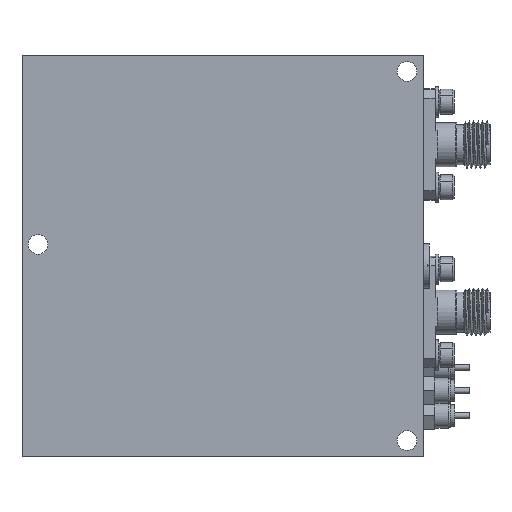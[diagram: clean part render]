
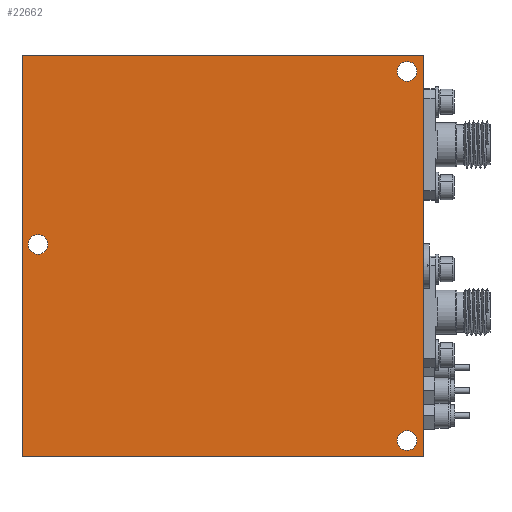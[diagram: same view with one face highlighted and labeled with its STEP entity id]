
A CAD part, front view. The second image highlights one B-rep face of the part: STEP entity #22662.
In plain terms, the highlighted planar face has unit normal (0, -1, 0).
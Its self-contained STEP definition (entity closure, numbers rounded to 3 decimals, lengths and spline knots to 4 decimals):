
#481 = CARTESIAN_POINT ( 'NONE',  ( -1.9634, 0.0135, 0.1211 ) ) ;
#1335 = CARTESIAN_POINT ( 'NONE',  ( 0.1966, 0.0135, 1.1811 ) ) ;
#2113 = CIRCLE ( 'NONE', #2294, 0.055 ) ;
#2294 = AXIS2_PLACEMENT_3D ( 'NONE', #481, #47561, #20434 ) ;
#2636 = EDGE_CURVE ( 'NONE', #3821, #5727, #18716, .T. ) ;
#2943 = DIRECTION ( 'NONE',  ( 0., 1., 0. ) ) ;
#3821 = VERTEX_POINT ( 'NONE', #32654 ) ;
#4091 = EDGE_CURVE ( 'NONE', #16382, #14537, #50126, .T. ) ;
#5308 = EDGE_CURVE ( 'NONE', #14537, #12131, #31735, .T. ) ;
#5658 = ORIENTED_EDGE ( 'NONE', *, *, #47159, .F. ) ;
#5727 = VERTEX_POINT ( 'NONE', #41265 ) ;
#5745 = CARTESIAN_POINT ( 'NONE',  ( -2.0534, 0.0135, -1.0689 ) ) ;
#7032 = VERTEX_POINT ( 'NONE', #43743 ) ;
#7432 = AXIS2_PLACEMENT_3D ( 'NONE', #26448, #2943, #18604 ) ;
#7753 = DIRECTION ( 'NONE',  ( 0., 1., 0. ) ) ;
#9319 = EDGE_LOOP ( 'NONE', ( #47214, #41984 ) ) ;
#9475 = AXIS2_PLACEMENT_3D ( 'NONE', #31089, #7753, #46991 ) ;
#9688 = ORIENTED_EDGE ( 'NONE', *, *, #23458, .T. ) ;
#10335 = ORIENTED_EDGE ( 'NONE', *, *, #35975, .T. ) ;
#11751 = VECTOR ( 'NONE', #12233, 39.3701 ) ;
#11925 = CARTESIAN_POINT ( 'NONE',  ( -2.0534, 0.0135, 1.1811 ) ) ;
#12131 = VERTEX_POINT ( 'NONE', #11925 ) ;
#12233 = DIRECTION ( 'NONE',  ( 1., 0., 0. ) ) ;
#12246 = VERTEX_POINT ( 'NONE', #1335 ) ;
#12640 = CARTESIAN_POINT ( 'NONE',  ( 0.1066, 0.0135, 1.0911 ) ) ;
#13175 = PLANE ( 'NONE',  #49025 ) ;
#13367 = DIRECTION ( 'NONE',  ( 0., 0., 1. ) ) ;
#13466 = ORIENTED_EDGE ( 'NONE', *, *, #5308, .F. ) ;
#13998 = EDGE_CURVE ( 'NONE', #12131, #12246, #35501, .T. ) ;
#14290 = CARTESIAN_POINT ( 'NONE',  ( -2.0534, 0.0135, -1.0689 ) ) ;
#14537 = VERTEX_POINT ( 'NONE', #14290 ) ;
#14640 = CARTESIAN_POINT ( 'NONE',  ( 0.1966, 0.0135, -1.0689 ) ) ;
#15039 = DIRECTION ( 'NONE',  ( 0., 1., 0. ) ) ;
#16382 = VERTEX_POINT ( 'NONE', #14640 ) ;
#17059 = CIRCLE ( 'NONE', #42914, 0.055 ) ;
#17834 = DIRECTION ( 'NONE',  ( 0., 0., -1. ) ) ;
#18604 = DIRECTION ( 'NONE',  ( 0., 0., 1. ) ) ;
#18716 = CIRCLE ( 'NONE', #7432, 0.055 ) ;
#19065 = EDGE_LOOP ( 'NONE', ( #9688, #45706 ) ) ;
#19453 = EDGE_CURVE ( 'NONE', #5727, #3821, #17059, .T. ) ;
#19866 = VERTEX_POINT ( 'NONE', #44127 ) ;
#20434 = DIRECTION ( 'NONE',  ( 0., 0., 1. ) ) ;
#22281 = CARTESIAN_POINT ( 'NONE',  ( 0.1966, 0.0135, 1.1811 ) ) ;
#22379 = FACE_BOUND ( 'NONE', #9319, .T. ) ;
#22662 = ADVANCED_FACE ( 'NONE', ( #47378, #22379, #43684, #45585 ), #13175, .T. ) ;
#23458 = EDGE_CURVE ( 'NONE', #48576, #7032, #32092, .T. ) ;
#24396 = DIRECTION ( 'NONE',  ( 0., 0., 1. ) ) ;
#24795 = EDGE_CURVE ( 'NONE', #7032, #48576, #31132, .T. ) ;
#25272 = EDGE_LOOP ( 'NONE', ( #42731, #10335 ) ) ;
#25697 = DIRECTION ( 'NONE',  ( 0., 0., 1. ) ) ;
#25995 = DIRECTION ( 'NONE',  ( -1., 0., 0. ) ) ;
#26448 = CARTESIAN_POINT ( 'NONE',  ( 0.1066, 0.0135, 1.0911 ) ) ;
#30170 = DIRECTION ( 'NONE',  ( 0., 0., 1. ) ) ;
#30470 = VECTOR ( 'NONE', #25697, 39.3701 ) ;
#31089 = CARTESIAN_POINT ( 'NONE',  ( -1.9634, 0.0135, 0.1211 ) ) ;
#31132 = CIRCLE ( 'NONE', #36964, 0.055 ) ;
#31735 = LINE ( 'NONE', #33713, #30470 ) ;
#32092 = CIRCLE ( 'NONE', #47067, 0.055 ) ;
#32282 = CARTESIAN_POINT ( 'NONE',  ( 0.1066, 0.0135, -0.9239 ) ) ;
#32654 = CARTESIAN_POINT ( 'NONE',  ( 0.1066, 0.0135, 1.1461 ) ) ;
#33118 = DIRECTION ( 'NONE',  ( 0., 0., -1. ) ) ;
#33713 = CARTESIAN_POINT ( 'NONE',  ( -2.0534, 0.0135, 1.1811 ) ) ;
#34388 = LINE ( 'NONE', #22281, #38080 ) ;
#34788 = ORIENTED_EDGE ( 'NONE', *, *, #4091, .F. ) ;
#35501 = LINE ( 'NONE', #43921, #11751 ) ;
#35975 = EDGE_CURVE ( 'NONE', #48052, #19866, #2113, .T. ) ;
#36039 = CIRCLE ( 'NONE', #9475, 0.055 ) ;
#36504 = DIRECTION ( 'NONE',  ( 0., -1., 0. ) ) ;
#36606 = CARTESIAN_POINT ( 'NONE',  ( -1.9634, 0.0135, 0.0661 ) ) ;
#36964 = AXIS2_PLACEMENT_3D ( 'NONE', #49811, #15039, #30170 ) ;
#38080 = VECTOR ( 'NONE', #17834, 39.3701 ) ;
#41265 = CARTESIAN_POINT ( 'NONE',  ( 0.1066, 0.0135, 1.0361 ) ) ;
#41984 = ORIENTED_EDGE ( 'NONE', *, *, #19453, .T. ) ;
#42731 = ORIENTED_EDGE ( 'NONE', *, *, #43818, .T. ) ;
#42914 = AXIS2_PLACEMENT_3D ( 'NONE', #12640, #47768, #24396 ) ;
#43144 = ORIENTED_EDGE ( 'NONE', *, *, #13998, .F. ) ;
#43684 = FACE_BOUND ( 'NONE', #25272, .T. ) ;
#43743 = CARTESIAN_POINT ( 'NONE',  ( 0.1066, 0.0135, -1.0339 ) ) ;
#43818 = EDGE_CURVE ( 'NONE', #19866, #48052, #36039, .T. ) ;
#43921 = CARTESIAN_POINT ( 'NONE',  ( -2.0534, 0.0135, 1.1811 ) ) ;
#44127 = CARTESIAN_POINT ( 'NONE',  ( -1.9634, 0.0135, 0.1761 ) ) ;
#44723 = CARTESIAN_POINT ( 'NONE',  ( -2.0534, 0.0135, 1.1811 ) ) ;
#45585 = FACE_OUTER_BOUND ( 'NONE', #47313, .T. ) ;
#45706 = ORIENTED_EDGE ( 'NONE', *, *, #24795, .T. ) ;
#46490 = VECTOR ( 'NONE', #25995, 39.3701 ) ;
#46991 = DIRECTION ( 'NONE',  ( 0., 0., 1. ) ) ;
#47067 = AXIS2_PLACEMENT_3D ( 'NONE', #48142, #48495, #13367 ) ;
#47159 = EDGE_CURVE ( 'NONE', #12246, #16382, #34388, .T. ) ;
#47214 = ORIENTED_EDGE ( 'NONE', *, *, #2636, .T. ) ;
#47313 = EDGE_LOOP ( 'NONE', ( #13466, #34788, #5658, #43144 ) ) ;
#47378 = FACE_BOUND ( 'NONE', #19065, .T. ) ;
#47561 = DIRECTION ( 'NONE',  ( 0., 1., 0. ) ) ;
#47768 = DIRECTION ( 'NONE',  ( 0., 1., 0. ) ) ;
#48052 = VERTEX_POINT ( 'NONE', #36606 ) ;
#48142 = CARTESIAN_POINT ( 'NONE',  ( 0.1066, 0.0135, -0.9789 ) ) ;
#48495 = DIRECTION ( 'NONE',  ( 0., 1., 0. ) ) ;
#48576 = VERTEX_POINT ( 'NONE', #32282 ) ;
#49025 = AXIS2_PLACEMENT_3D ( 'NONE', #44723, #36504, #33118 ) ;
#49811 = CARTESIAN_POINT ( 'NONE',  ( 0.1066, 0.0135, -0.9789 ) ) ;
#50126 = LINE ( 'NONE', #5745, #46490 ) ;
